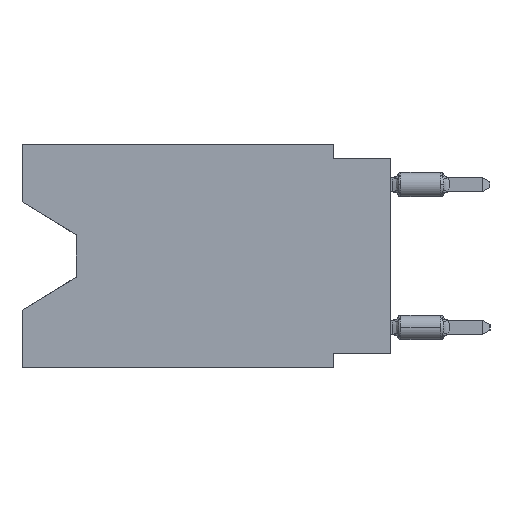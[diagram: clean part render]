
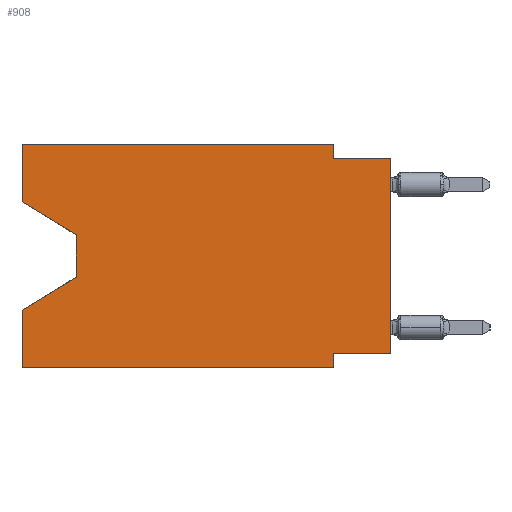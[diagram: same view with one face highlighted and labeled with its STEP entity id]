
A CAD part, left-side view. The second image highlights one B-rep face of the part: STEP entity #908.
In plain terms, the highlighted planar face has unit normal (-1, 0, 0).
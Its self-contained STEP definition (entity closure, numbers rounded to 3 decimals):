
#690 = DIRECTION ( 'NONE',  ( 0., 0., -1. ) ) ;
#899 = VERTEX_POINT ( 'NONE', #20480 ) ;
#908 = ADVANCED_FACE ( 'NONE', ( #16915 ), #22536, .F. ) ;
#1027 = CARTESIAN_POINT ( 'NONE',  ( 0., 16.383, 0. ) ) ;
#1103 = DIRECTION ( 'NONE',  ( 0., 0., -1. ) ) ;
#1202 = VERTEX_POINT ( 'NONE', #4944 ) ;
#1562 = EDGE_CURVE ( 'NONE', #899, #7265, #14892, .T. ) ;
#2353 = CARTESIAN_POINT ( 'NONE',  ( 0., 2.54, -9.271 ) ) ;
#2526 = DIRECTION ( 'NONE',  ( 0., 0., 1. ) ) ;
#2841 = VECTOR ( 'NONE', #8138, 1000. ) ;
#3503 = LINE ( 'NONE', #7197, #17735 ) ;
#3738 = CARTESIAN_POINT ( 'NONE',  ( 0., 0., 0. ) ) ;
#4165 = LINE ( 'NONE', #1027, #8067 ) ;
#4203 = CARTESIAN_POINT ( 'NONE',  ( 0., 16.383, 0. ) ) ;
#4272 = LINE ( 'NONE', #8071, #12786 ) ;
#4309 = DIRECTION ( 'NONE',  ( 0., -1., 0. ) ) ;
#4564 = DIRECTION ( 'NONE',  ( 1., 0., 0. ) ) ;
#4692 = EDGE_CURVE ( 'NONE', #8040, #6679, #3503, .T. ) ;
#4858 = EDGE_CURVE ( 'NONE', #21011, #8730, #20124, .T. ) ;
#4938 = CARTESIAN_POINT ( 'NONE',  ( 0., 16.383, -2.546 ) ) ;
#4944 = CARTESIAN_POINT ( 'NONE',  ( 0., 2.54, -9.906 ) ) ;
#5146 = VERTEX_POINT ( 'NONE', #15824 ) ;
#5293 = DIRECTION ( 'NONE',  ( 0., 0., 1. ) ) ;
#5302 = VECTOR ( 'NONE', #22283, 1000. ) ;
#5447 = LINE ( 'NONE', #3738, #14757 ) ;
#5571 = CARTESIAN_POINT ( 'NONE',  ( 0., 13.97, -4.013 ) ) ;
#6106 = CARTESIAN_POINT ( 'NONE',  ( 0., 0., -0.635 ) ) ;
#6679 = VERTEX_POINT ( 'NONE', #10491 ) ;
#6685 = LINE ( 'NONE', #4938, #10585 ) ;
#7039 = CARTESIAN_POINT ( 'NONE',  ( 0., 2.54, 0. ) ) ;
#7178 = ORIENTED_EDGE ( 'NONE', *, *, #20431, .F. ) ;
#7197 = CARTESIAN_POINT ( 'NONE',  ( 0., 13.97, -5.893 ) ) ;
#7265 = VERTEX_POINT ( 'NONE', #2353 ) ;
#7270 = ORIENTED_EDGE ( 'NONE', *, *, #10977, .T. ) ;
#7296 = LINE ( 'NONE', #5571, #19907 ) ;
#7353 = VECTOR ( 'NONE', #20847, 1000. ) ;
#7456 = ORIENTED_EDGE ( 'NONE', *, *, #21290, .F. ) ;
#7951 = EDGE_CURVE ( 'NONE', #17286, #6679, #10851, .T. ) ;
#7990 = EDGE_LOOP ( 'NONE', ( #13341, #8176, #19970, #9037, #7270, #12075, #12809, #8591, #19421, #7178, #16448, #7456 ) ) ;
#8040 = VERTEX_POINT ( 'NONE', #11305 ) ;
#8067 = VECTOR ( 'NONE', #2526, 1000. ) ;
#8071 = CARTESIAN_POINT ( 'NONE',  ( 0., 2.54, -9.906 ) ) ;
#8138 = DIRECTION ( 'NONE',  ( 0., -1., 0. ) ) ;
#8176 = ORIENTED_EDGE ( 'NONE', *, *, #21987, .T. ) ;
#8591 = ORIENTED_EDGE ( 'NONE', *, *, #21995, .T. ) ;
#8730 = VERTEX_POINT ( 'NONE', #7039 ) ;
#9037 = ORIENTED_EDGE ( 'NONE', *, *, #7951, .F. ) ;
#9844 = LINE ( 'NONE', #18399, #5302 ) ;
#9925 = VECTOR ( 'NONE', #13159, 1000. ) ;
#10017 = EDGE_CURVE ( 'NONE', #7265, #1202, #4272, .T. ) ;
#10384 = CARTESIAN_POINT ( 'NONE',  ( 0., 16.383, 0. ) ) ;
#10491 = CARTESIAN_POINT ( 'NONE',  ( 0., 16.383, -7.36 ) ) ;
#10585 = VECTOR ( 'NONE', #22473, 1000. ) ;
#10851 = LINE ( 'NONE', #10384, #21439 ) ;
#10977 = EDGE_CURVE ( 'NONE', #17286, #1202, #13452, .T. ) ;
#11305 = CARTESIAN_POINT ( 'NONE',  ( 0., 13.97, -5.893 ) ) ;
#11382 = AXIS2_PLACEMENT_3D ( 'NONE', #13568, #4564, #1103 ) ;
#11546 = LINE ( 'NONE', #6106, #9925 ) ;
#11795 = CARTESIAN_POINT ( 'NONE',  ( 0., 16.383, 0. ) ) ;
#12075 = ORIENTED_EDGE ( 'NONE', *, *, #10017, .F. ) ;
#12486 = EDGE_CURVE ( 'NONE', #13273, #5146, #6685, .T. ) ;
#12524 = DIRECTION ( 'NONE',  ( 0., 0.855, -0.519 ) ) ;
#12730 = CARTESIAN_POINT ( 'NONE',  ( 0., 2.54, -0.635 ) ) ;
#12786 = VECTOR ( 'NONE', #690, 1000. ) ;
#12809 = ORIENTED_EDGE ( 'NONE', *, *, #1562, .F. ) ;
#13159 = DIRECTION ( 'NONE',  ( 0., -1., 0. ) ) ;
#13273 = VERTEX_POINT ( 'NONE', #13794 ) ;
#13341 = ORIENTED_EDGE ( 'NONE', *, *, #12486, .T. ) ;
#13452 = LINE ( 'NONE', #18734, #2841 ) ;
#13568 = CARTESIAN_POINT ( 'NONE',  ( 0., 16.383, 0. ) ) ;
#13794 = CARTESIAN_POINT ( 'NONE',  ( 0., 16.383, -2.546 ) ) ;
#14122 = CARTESIAN_POINT ( 'NONE',  ( 0., 0., -0.635 ) ) ;
#14757 = VECTOR ( 'NONE', #17810, 1000. ) ;
#14892 = LINE ( 'NONE', #20187, #7353 ) ;
#15071 = VERTEX_POINT ( 'NONE', #12730 ) ;
#15824 = CARTESIAN_POINT ( 'NONE',  ( 0., 13.97, -4.013 ) ) ;
#16448 = ORIENTED_EDGE ( 'NONE', *, *, #4858, .F. ) ;
#16915 = FACE_OUTER_BOUND ( 'NONE', #7990, .T. ) ;
#17286 = VERTEX_POINT ( 'NONE', #22098 ) ;
#17735 = VECTOR ( 'NONE', #12524, 1000. ) ;
#17810 = DIRECTION ( 'NONE',  ( 0., 0., 1. ) ) ;
#18399 = CARTESIAN_POINT ( 'NONE',  ( 0., 2.54, 0. ) ) ;
#18734 = CARTESIAN_POINT ( 'NONE',  ( 0., 16.383, -9.906 ) ) ;
#18833 = VECTOR ( 'NONE', #4309, 1000. ) ;
#19421 = ORIENTED_EDGE ( 'NONE', *, *, #21349, .F. ) ;
#19768 = DIRECTION ( 'NONE',  ( 0., 0., -1. ) ) ;
#19907 = VECTOR ( 'NONE', #19768, 1000. ) ;
#19970 = ORIENTED_EDGE ( 'NONE', *, *, #4692, .T. ) ;
#20124 = LINE ( 'NONE', #4203, #18833 ) ;
#20187 = CARTESIAN_POINT ( 'NONE',  ( 0., 0., -9.271 ) ) ;
#20431 = EDGE_CURVE ( 'NONE', #8730, #15071, #9844, .T. ) ;
#20480 = CARTESIAN_POINT ( 'NONE',  ( 0., 0., -9.271 ) ) ;
#20847 = DIRECTION ( 'NONE',  ( 0., 1., 0. ) ) ;
#21011 = VERTEX_POINT ( 'NONE', #11795 ) ;
#21290 = EDGE_CURVE ( 'NONE', #13273, #21011, #4165, .T. ) ;
#21349 = EDGE_CURVE ( 'NONE', #15071, #21833, #11546, .T. ) ;
#21439 = VECTOR ( 'NONE', #5293, 1000. ) ;
#21833 = VERTEX_POINT ( 'NONE', #14122 ) ;
#21987 = EDGE_CURVE ( 'NONE', #5146, #8040, #7296, .T. ) ;
#21995 = EDGE_CURVE ( 'NONE', #899, #21833, #5447, .T. ) ;
#22098 = CARTESIAN_POINT ( 'NONE',  ( 0., 16.383, -9.906 ) ) ;
#22283 = DIRECTION ( 'NONE',  ( 0., 0., -1. ) ) ;
#22473 = DIRECTION ( 'NONE',  ( 0., -0.855, -0.519 ) ) ;
#22536 = PLANE ( 'NONE',  #11382 ) ;
